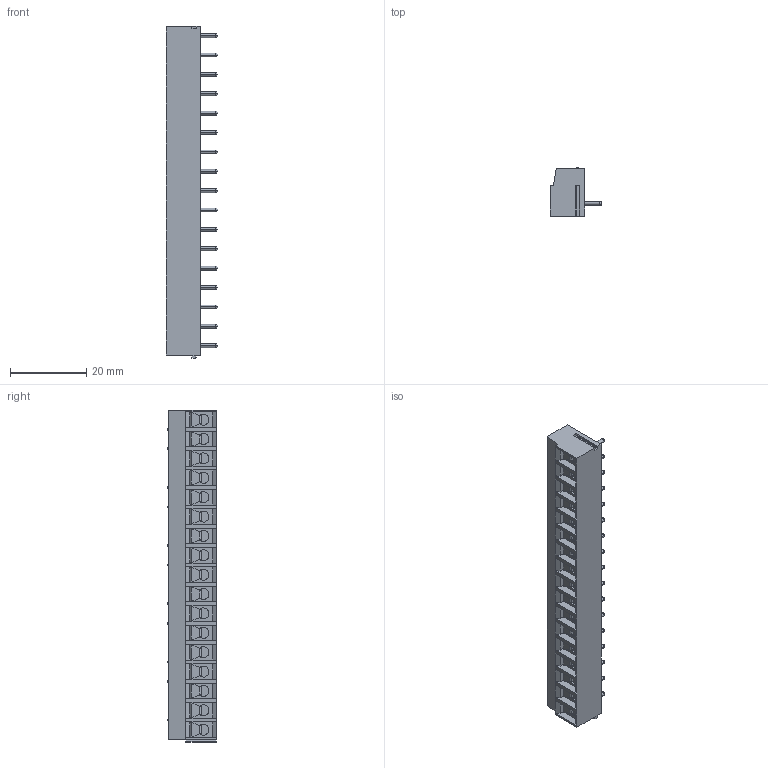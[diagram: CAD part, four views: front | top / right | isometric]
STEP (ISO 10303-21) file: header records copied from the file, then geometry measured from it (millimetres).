
FILE_DESCRIPTION((''),'2;1');
FILE_NAME('PRT0053','2024-12-10T',('yanfa'),(''),'PRO/ENGINEER BY PARAMETRIC TECHNOLOGY CORPORATION, 2009280','PRO/ENGINEER BY PARAMETRIC TECHNOLOGY CORPORATION, 2009280','');
FILE_SCHEMA(('AUTOMOTIVE_DESIGN_CC2 { 1 2 10303 214 -1 1 5 2 }'));
Length unit declared in the file: millimetre
Products named in the file (1): PRT0053
Bounding box: 13.5 x 12.8 x 87.05 mm (x, y, z)
Volume: 7866.1 mm3; surface area: 6251.6 mm2
Topology: 1 solids, 1 shells, 979 faces, 2540 edges, 1586 vertices
Faces by surface type: plane 509, cylinder 312, cone 68, sphere 56, torus 34
Entity records: 29892 total; most frequent: CARTESIAN_POINT 6069, ORIENTED_EDGE 4968, DIRECTION 4940, EDGE_CURVE 2484, AXIS2_PLACEMENT_3D 1749, VERTEX_POINT 1586, VECTOR 1442, LINE 1442
